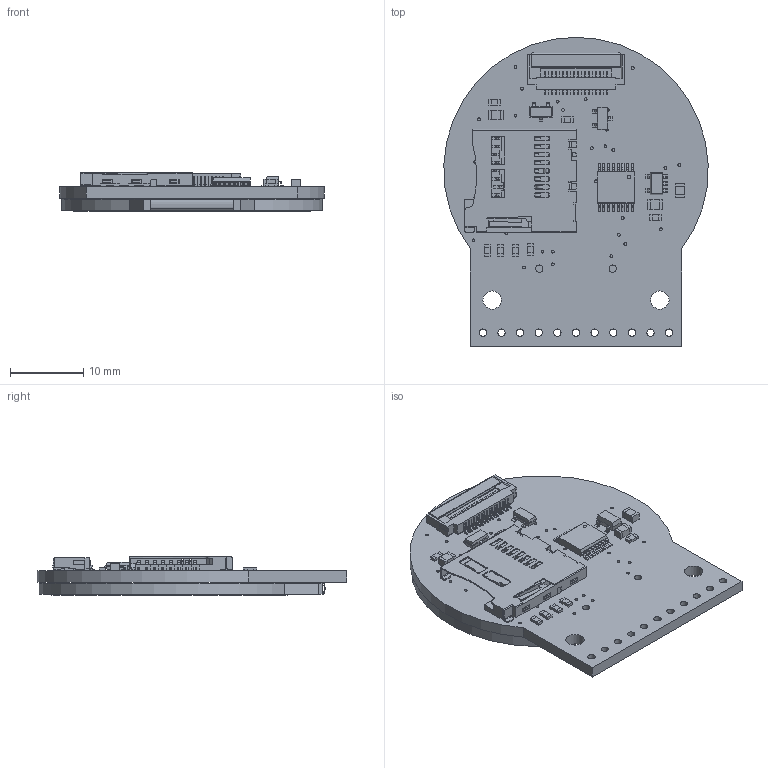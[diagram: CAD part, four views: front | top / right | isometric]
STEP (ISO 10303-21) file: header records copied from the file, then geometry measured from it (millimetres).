
FILE_DESCRIPTION(/* description */ ('','CAx-IF Rec.Pracs.---Representation and Presentation of Product Manufacturing Information (PMI)---4.0---2014-10-13'),/* implementation_level */ '2;1');
FILE_NAME(/* name */ 'PCB Component.step',/* time_stamp */ '2025-02-11T14:40:17-05:00',/* author */ (''),/* organization */ (''),/* preprocessor_version */ 'ST-DEVELOPER v20',/* originating_system */ 'Autodesk Translation Framework v13.20.0.188',/* authorisation */ '');
FILE_SCHEMA (('AP242_MANAGED_MODEL_BASED_3D_ENGINEERING_MIM_LF { 1 0 10303 442 1 1 4 }'));
Length unit declared in the file: millimetre
Products named in the file (10): PCB Component; Board; 10uF; 0.1uF; APX803-SAG; 74HC4050PWR; DISP_LCD_GENERIC_SPI_1.28_240X240_ROUND; EYE_SPI_DISPLAY_FLIP; AP2112K-3.3; MicroSD
Assembly tree (18 placements, depth 2):
  PCB Component
    Board
    10uF  x3
    0.1uF  x7
    APX803-SAG  x2
    74HC4050PWR
    DISP_LCD_GENERIC_SPI_1.28_240X240_ROUND
    EYE_SPI_DISPLAY_FLIP
    AP2112K-3.3
    MicroSD
Bounding box: 36.04 x 42.16 x 5.21 mm (x, y, z)
Volume: 3946.2 mm3; surface area: 8404.6 mm2
Topology: 22 solids, 22 shells, 1890 faces, 5380 edges, 3549 vertices
Faces by surface type: plane 1424, cylinder 465, torus 1
Full cylindrical faces by diameter (mm): 0.394 x45, 0.463 x1, 1 x13, 2.5 x2, 32.4 x1
Entity records: 57631 total; most frequent: CARTESIAN_POINT 9969, ORIENTED_EDGE 9900, DIRECTION 9362, EDGE_CURVE 4950, LINE 4038, VECTOR 4038, VERTEX_POINT 3269, AXIS2_PLACEMENT_3D 2662
